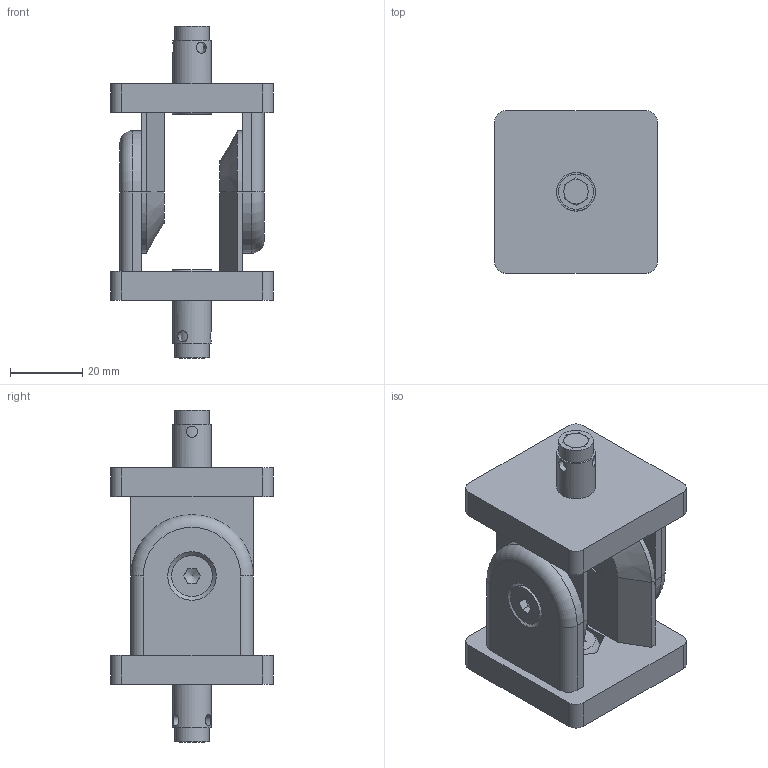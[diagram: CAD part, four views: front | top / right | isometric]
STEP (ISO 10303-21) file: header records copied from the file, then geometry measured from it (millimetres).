
FILE_DESCRIPTION(('STEP AP203'),'1');
FILE_NAME('FIXE10B1021.stp','2023-10-17T10:02:21',(' '),(' '),'Spatial InterOp 3D',' ',' ');
FILE_SCHEMA(('CONFIG_CONTROL_DESIGN'));
Length unit declared in the file: millimetre
Products named in the file (8): Kit articulation 10 45x45 H30 en bout; DRM8; Vis BHC - M8x20; Articulation réglable 10 45x45 H30; Vis FHC - M6x12; Demi_Articulation 8 45x45 H30
Assembly tree (11 placements, depth 4):
  Kit articulation 10 45x45 H30 en bout
    DRM8  x2
    Vis BHC - M8x20  x2
    Articulation réglable 10 45x45 H30
      Articulation réglable 10 45x45 H30
        Vis FHC - M6x12
        Demi_Articulation 8 45x45 H30
      Articulation réglable 10 45x45 H30
        Vis FHC - M6x12
        Demi_Articulation 8 45x45 H30
Bounding box: 45 x 45 x 92 mm (x, y, z)
Volume: 60325.5 mm3; surface area: 26548.1 mm2
Topology: 8 solids, 8 shells, 188 faces, 484 edges, 316 vertices
Faces by surface type: plane 110, cylinder 60, cone 14, sphere 2, torus 2
Full cylindrical faces by diameter (mm): 3.1 x6, 5 x2, 6 x4, 7 x2, 8 x4, 8.5 x2, 9.7 x2, 10.7 x2, 11.34 x2
Entity records: 4886 total; most frequent: CARTESIAN_POINT 846, DIRECTION 466, ORIENTED_EDGE 428, PROPERTY_DEFINITION_REPRESENTATION 233, GENERAL_PROPERTY_ASSOCIATION 233, PROPERTY_DEFINITION 233, REPRESENTATION 233, GENERAL_PROPERTY 233
